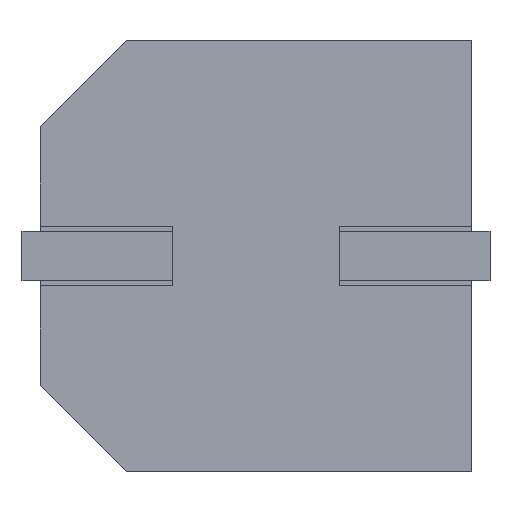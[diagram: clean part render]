
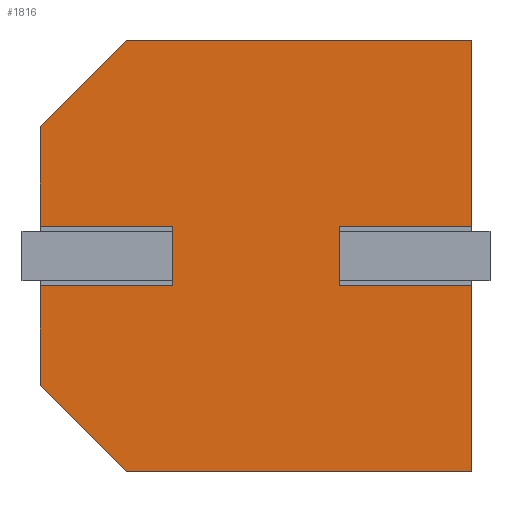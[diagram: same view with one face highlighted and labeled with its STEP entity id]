
A CAD part, front view. The second image highlights one B-rep face of the part: STEP entity #1816.
In plain terms, the highlighted face is planar.
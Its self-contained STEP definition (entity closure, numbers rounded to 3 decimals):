
#8 = EDGE_CURVE ( 'NONE', #179, #2070, #1042, .T. ) ;
#145 = FACE_OUTER_BOUND ( 'NONE', #1001, .T. ) ;
#159 = DIRECTION ( 'NONE',  ( 0., 1., 0. ) ) ;
#165 = CARTESIAN_POINT ( 'NONE',  ( -4.15, 0.57, 0. ) ) ;
#174 = CARTESIAN_POINT ( 'NONE',  ( -4.15, 4.15, 0. ) ) ;
#179 = VERTEX_POINT ( 'NONE', #2742 ) ;
#193 = CARTESIAN_POINT ( 'NONE',  ( -0.295, 0.57, 0. ) ) ;
#218 = DIRECTION ( 'NONE',  ( 0., -1., 0. ) ) ;
#219 = ORIENTED_EDGE ( 'NONE', *, *, #2911, .F. ) ;
#253 = DIRECTION ( 'NONE',  ( 1., 0., 0. ) ) ;
#255 = CARTESIAN_POINT ( 'NONE',  ( -0.295, -0.57, 0. ) ) ;
#259 = DIRECTION ( 'NONE',  ( 0., 1., 0. ) ) ;
#274 = VECTOR ( 'NONE', #159, 1000. ) ;
#279 = DIRECTION ( 'NONE',  ( -1., 0., 0. ) ) ;
#285 = EDGE_CURVE ( 'NONE', #1943, #179, #1076, .T. ) ;
#304 = ORIENTED_EDGE ( 'NONE', *, *, #2958, .F. ) ;
#308 = DIRECTION ( 'NONE',  ( 0., 1., 0. ) ) ;
#346 = CARTESIAN_POINT ( 'NONE',  ( 1.6, 0.57, 0. ) ) ;
#463 = VERTEX_POINT ( 'NONE', #1503 ) ;
#467 = LINE ( 'NONE', #193, #1806 ) ;
#482 = CARTESIAN_POINT ( 'NONE',  ( -1.6, 0.57, 0. ) ) ;
#536 = CARTESIAN_POINT ( 'NONE',  ( -0.295, 4.15, 0. ) ) ;
#553 = VERTEX_POINT ( 'NONE', #1295 ) ;
#589 = ORIENTED_EDGE ( 'NONE', *, *, #285, .F. ) ;
#601 = CARTESIAN_POINT ( 'NONE',  ( 4.15, 2.49, 0. ) ) ;
#617 = AXIS2_PLACEMENT_3D ( 'NONE', #2418, #2410, #2403 ) ;
#669 = CARTESIAN_POINT ( 'NONE',  ( -0.295, 0.57, 0. ) ) ;
#677 = ORIENTED_EDGE ( 'NONE', *, *, #2027, .F. ) ;
#678 = PLANE ( 'NONE',  #617 ) ;
#730 = ORIENTED_EDGE ( 'NONE', *, *, #1425, .F. ) ;
#773 = EDGE_CURVE ( 'NONE', #1273, #1261, #2942, .T. ) ;
#809 = LINE ( 'NONE', #1272, #2146 ) ;
#861 = CARTESIAN_POINT ( 'NONE',  ( 2.49, -4.15, 0. ) ) ;
#902 = CARTESIAN_POINT ( 'NONE',  ( -4.15, 0., 0. ) ) ;
#931 = LINE ( 'NONE', #601, #2762 ) ;
#999 = DIRECTION ( 'NONE',  ( 0., -1., 0. ) ) ;
#1001 = EDGE_LOOP ( 'NONE', ( #2215, #589, #1240, #219, #1796, #2053, #2748, #304, #677, #2457, #1345, #1056, #730, #2276 ) ) ;
#1034 = VERTEX_POINT ( 'NONE', #482 ) ;
#1042 = LINE ( 'NONE', #2633, #2011 ) ;
#1056 = ORIENTED_EDGE ( 'NONE', *, *, #2432, .F. ) ;
#1076 = LINE ( 'NONE', #1711, #2379 ) ;
#1159 = CARTESIAN_POINT ( 'NONE',  ( 2.49, 4.15, 0. ) ) ;
#1162 = VECTOR ( 'NONE', #999, 1000. ) ;
#1198 = EDGE_CURVE ( 'NONE', #1406, #3049, #2441, .T. ) ;
#1240 = ORIENTED_EDGE ( 'NONE', *, *, #2516, .F. ) ;
#1258 = EDGE_CURVE ( 'NONE', #2070, #553, #467, .T. ) ;
#1261 = VERTEX_POINT ( 'NONE', #165 ) ;
#1272 = CARTESIAN_POINT ( 'NONE',  ( 2.49, -4.15, 0. ) ) ;
#1273 = VERTEX_POINT ( 'NONE', #174 ) ;
#1289 = CARTESIAN_POINT ( 'NONE',  ( -4.15, -0.57, 0. ) ) ;
#1295 = CARTESIAN_POINT ( 'NONE',  ( 4.15, 0.57, 0. ) ) ;
#1345 = ORIENTED_EDGE ( 'NONE', *, *, #2808, .F. ) ;
#1406 = VERTEX_POINT ( 'NONE', #2356 ) ;
#1425 = EDGE_CURVE ( 'NONE', #553, #463, #3122, .T. ) ;
#1477 = DIRECTION ( 'NONE',  ( 1., 0., 0. ) ) ;
#1503 = CARTESIAN_POINT ( 'NONE',  ( 4.15, 2.49, 0. ) ) ;
#1551 = CARTESIAN_POINT ( 'NONE',  ( -1.6, 0., 0. ) ) ;
#1611 = DIRECTION ( 'NONE',  ( 1., 0., 0. ) ) ;
#1615 = VECTOR ( 'NONE', #1611, 1000. ) ;
#1711 = CARTESIAN_POINT ( 'NONE',  ( -0.295, -0.57, 0. ) ) ;
#1719 = DIRECTION ( 'NONE',  ( -1., 0., 0. ) ) ;
#1765 = CARTESIAN_POINT ( 'NONE',  ( 4.15, 0., 0. ) ) ;
#1796 = ORIENTED_EDGE ( 'NONE', *, *, #2735, .F. ) ;
#1806 = VECTOR ( 'NONE', #253, 1000. ) ;
#1816 = ADVANCED_FACE ( 'NONE', ( #145 ), #678, .F. ) ;
#1818 = CARTESIAN_POINT ( 'NONE',  ( 4.15, -2.49, 0. ) ) ;
#1871 = VECTOR ( 'NONE', #218, 1000. ) ;
#1943 = VERTEX_POINT ( 'NONE', #2668 ) ;
#1960 = LINE ( 'NONE', #669, #3096 ) ;
#1988 = EDGE_CURVE ( 'NONE', #3049, #3018, #2809, .T. ) ;
#2007 = DIRECTION ( 'NONE',  ( 0., -1., 0. ) ) ;
#2011 = VECTOR ( 'NONE', #308, 1000. ) ;
#2027 = EDGE_CURVE ( 'NONE', #1261, #1034, #1960, .T. ) ;
#2053 = ORIENTED_EDGE ( 'NONE', *, *, #1988, .F. ) ;
#2070 = VERTEX_POINT ( 'NONE', #346 ) ;
#2146 = VECTOR ( 'NONE', #2887, 1000. ) ;
#2212 = VERTEX_POINT ( 'NONE', #1159 ) ;
#2215 = ORIENTED_EDGE ( 'NONE', *, *, #8, .F. ) ;
#2224 = LINE ( 'NONE', #1765, #274 ) ;
#2237 = VECTOR ( 'NONE', #2007, 1000. ) ;
#2276 = ORIENTED_EDGE ( 'NONE', *, *, #1258, .F. ) ;
#2342 = CARTESIAN_POINT ( 'NONE',  ( 4.15, 0., 0. ) ) ;
#2356 = CARTESIAN_POINT ( 'NONE',  ( -1.6, -0.57, 0. ) ) ;
#2379 = VECTOR ( 'NONE', #1719, 1000. ) ;
#2403 = DIRECTION ( 'NONE',  ( 1., 0., 0. ) ) ;
#2410 = DIRECTION ( 'NONE',  ( 0., 0., 1. ) ) ;
#2418 = CARTESIAN_POINT ( 'NONE',  ( -0.295, 0., 0. ) ) ;
#2425 = VERTEX_POINT ( 'NONE', #861 ) ;
#2432 = EDGE_CURVE ( 'NONE', #463, #2212, #931, .T. ) ;
#2441 = LINE ( 'NONE', #255, #2667 ) ;
#2457 = ORIENTED_EDGE ( 'NONE', *, *, #773, .F. ) ;
#2459 = LINE ( 'NONE', #1551, #1871 ) ;
#2514 = DIRECTION ( 'NONE',  ( -1., 0., 0. ) ) ;
#2516 = EDGE_CURVE ( 'NONE', #3024, #1943, #2224, .T. ) ;
#2529 = VECTOR ( 'NONE', #2514, 1000. ) ;
#2571 = VECTOR ( 'NONE', #259, 1000. ) ;
#2633 = CARTESIAN_POINT ( 'NONE',  ( 1.6, 0., 0. ) ) ;
#2637 = CARTESIAN_POINT ( 'NONE',  ( -4.15, 0., 0. ) ) ;
#2667 = VECTOR ( 'NONE', #279, 1000. ) ;
#2668 = CARTESIAN_POINT ( 'NONE',  ( 4.15, -0.57, 0. ) ) ;
#2692 = CARTESIAN_POINT ( 'NONE',  ( -4.15, -4.15, 0. ) ) ;
#2717 = CARTESIAN_POINT ( 'NONE',  ( -0.295, -4.15, 0. ) ) ;
#2735 = EDGE_CURVE ( 'NONE', #3018, #2425, #2865, .T. ) ;
#2742 = CARTESIAN_POINT ( 'NONE',  ( 1.6, -0.57, 0. ) ) ;
#2748 = ORIENTED_EDGE ( 'NONE', *, *, #1198, .F. ) ;
#2762 = VECTOR ( 'NONE', #2803, 1000. ) ;
#2803 = DIRECTION ( 'NONE',  ( -0.707, 0.707, 0. ) ) ;
#2808 = EDGE_CURVE ( 'NONE', #2212, #1273, #3089, .T. ) ;
#2809 = LINE ( 'NONE', #2637, #2237 ) ;
#2865 = LINE ( 'NONE', #2717, #1615 ) ;
#2887 = DIRECTION ( 'NONE',  ( 0.707, 0.707, 0. ) ) ;
#2911 = EDGE_CURVE ( 'NONE', #2425, #3024, #809, .T. ) ;
#2942 = LINE ( 'NONE', #902, #1162 ) ;
#2958 = EDGE_CURVE ( 'NONE', #1034, #1406, #2459, .T. ) ;
#3018 = VERTEX_POINT ( 'NONE', #2692 ) ;
#3024 = VERTEX_POINT ( 'NONE', #1818 ) ;
#3049 = VERTEX_POINT ( 'NONE', #1289 ) ;
#3089 = LINE ( 'NONE', #536, #2529 ) ;
#3096 = VECTOR ( 'NONE', #1477, 1000. ) ;
#3122 = LINE ( 'NONE', #2342, #2571 ) ;
